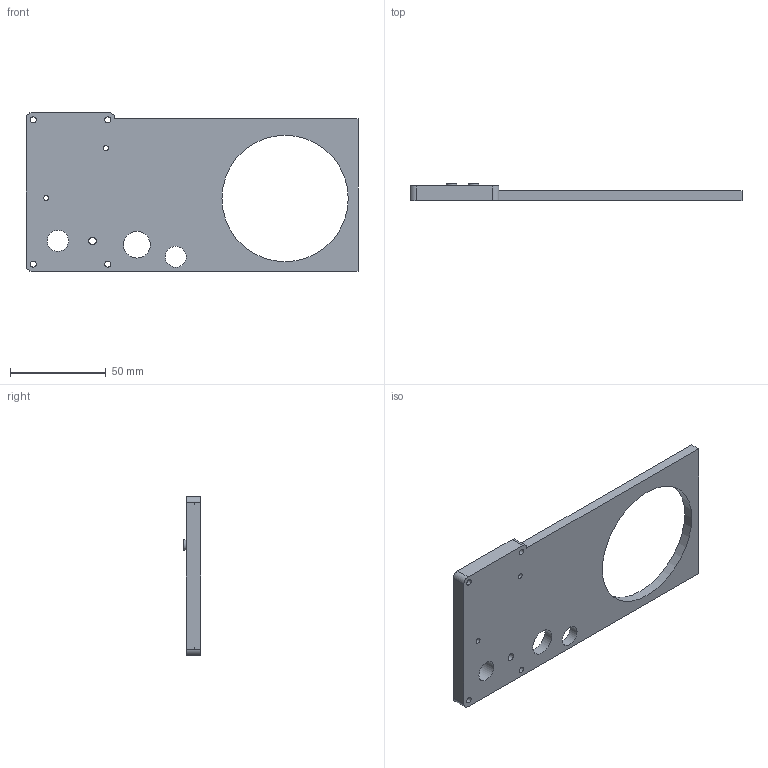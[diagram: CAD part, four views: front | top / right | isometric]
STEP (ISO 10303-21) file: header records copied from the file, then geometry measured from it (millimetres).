
FILE_DESCRIPTION(/* description */ (''),/* implementation_level */ '2;1');
FILE_NAME(/* name */ 'Army Vent PEEP03 TEST v1.step',/* time_stamp */ '2020-04-04T08:59:56-07:00',/* author */ (''),/* organization */ (''),/* preprocessor_version */ 'ST-DEVELOPER v18',/* originating_system */ 'Autodesk Translation Framework v8.12.0.6',/* authorisation */ '');
FILE_SCHEMA (('AUTOMOTIVE_DESIGN { 1 0 10303 214 3 1 1 }'));
Length unit declared in the file: inch
Products named in the file (1): Army Vent PEEP03 TEST
Bounding box: 173.5 x 9.22 x 83 mm (x, y, z)
Volume: 60836.1 mm3; surface area: 27326.7 mm2
Topology: 1 solids, 1 shells, 389 faces, 1038 edges, 695 vertices
Faces by surface type: plane 283, bspline 80, cylinder 22, cone 4
Full cylindrical faces by diameter (mm): 2.54 x2, 2.705 x2, 3.2 x4, 4.039 x1, 5.461 x2, 6.35 x4, 10.922 x1, 11.112 x1, 13.97 x1, 66.04 x1
Entity records: 16021 total; most frequent: CARTESIAN_POINT 6699, ORIENTED_EDGE 2076, DIRECTION 1560, EDGE_CURVE 1038, LINE 816, VECTOR 816, VERTEX_POINT 695, EDGE_LOOP 455
